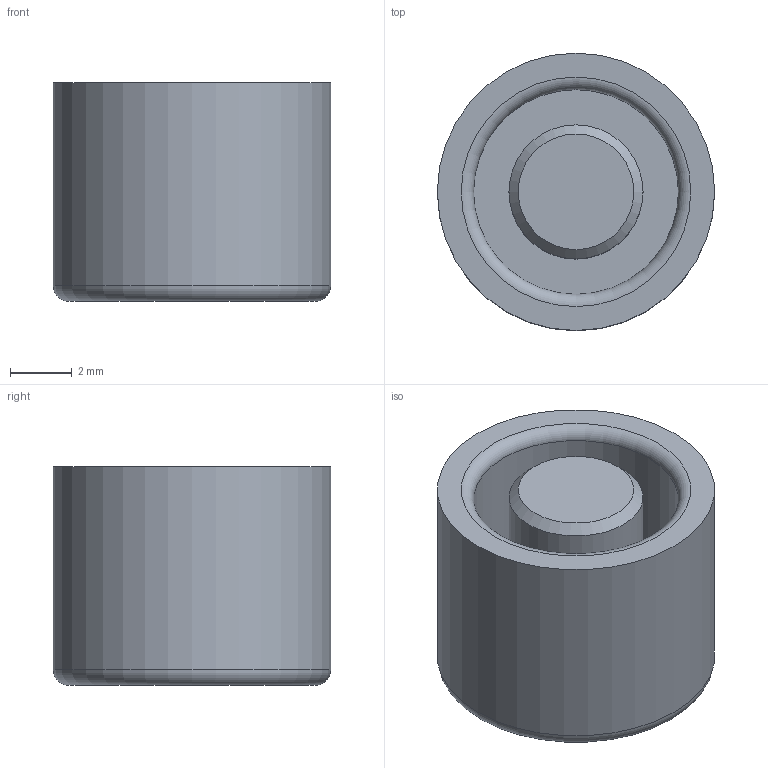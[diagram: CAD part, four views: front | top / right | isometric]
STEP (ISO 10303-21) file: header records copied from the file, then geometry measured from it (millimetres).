
FILE_DESCRIPTION(('FreeCAD Model'),'2;1');
FILE_NAME('Open CASCADE Shape Model','2025-11-14T09:00:52',(''),(''), 'Open CASCADE STEP processor 7.8','FreeCAD','Unknown');
FILE_SCHEMA(('AUTOMOTIVE_DESIGN { 1 0 10303 214 1 1 1 1 }'));
Length unit declared in the file: millimetre
Products named in the file (1): front-button-cap
Bounding box: 9 x 9 x 7.1 mm (x, y, z)
Volume: 335.6 mm3; surface area: 512.7 mm2
Topology: 1 solids, 1 shells, 10 faces, 15 edges, 9 vertices
Faces by surface type: plane 4, cylinder 3, torus 2, cone 1
Full cylindrical faces by diameter (mm): 4.35 x1, 6.65 x1, 9 x1
Entity records: 249 total; most frequent: DIRECTION 47, CARTESIAN_POINT 36, ORIENTED_EDGE 30, AXIS2_PLACEMENT_3D 22, EDGE_CURVE 15, FACE_BOUND 12, EDGE_LOOP 12, CIRCLE 11
